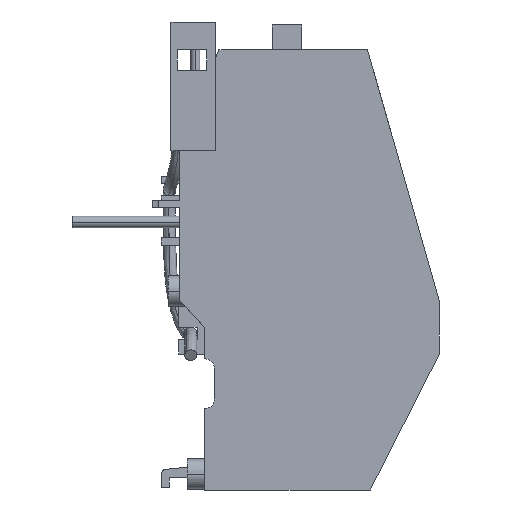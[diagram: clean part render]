
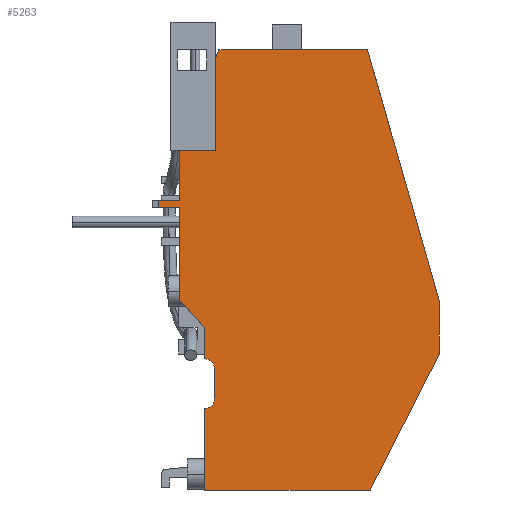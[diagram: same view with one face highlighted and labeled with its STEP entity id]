
A CAD part, left-side view. The second image highlights one B-rep face of the part: STEP entity #5263.
In plain terms, the highlighted planar face has unit normal (-1, 0, 0).
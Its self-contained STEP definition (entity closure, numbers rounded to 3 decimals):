
#1634=DIRECTION('',(0.,0.,1.));
#1635=VECTOR('',#1634,18.673);
#1636=CARTESIAN_POINT('',(-22.3,22.35,38.402));
#1637=LINE('',#1636,#1635);
#1641=DIRECTION('',(0.,0.,1.));
#1642=VECTOR('',#1641,10.025);
#1643=CARTESIAN_POINT('',(-22.3,22.35,58.575));
#1644=LINE('',#1643,#1642);
#1648=DIRECTION('',(0.,0.,1.));
#1649=VECTOR('',#1648,18.882);
#1650=CARTESIAN_POINT('',(-22.3,15.154,68.6));
#1651=LINE('',#1650,#1649);
#1655=DIRECTION('',(0.,-0.421,0.907));
#1656=VECTOR('',#1655,1.674);
#1657=CARTESIAN_POINT('',(-22.3,15.154,87.482));
#1658=LINE('',#1657,#1656);
#1662=DIRECTION('',(0.,-1.,0.));
#1663=VECTOR('',#1662,30.);
#1664=CARTESIAN_POINT('',(-22.3,14.449,89.));
#1665=LINE('',#1664,#1663);
#1669=DIRECTION('',(0.,-0.275,-0.962));
#1670=VECTOR('',#1669,52.805);
#1671=CARTESIAN_POINT('',(-22.3,-15.551,89.));
#1672=LINE('',#1671,#1670);
#1676=DIRECTION('',(0.,0.,-1.));
#1677=VECTOR('',#1676,10.747);
#1678=CARTESIAN_POINT('',(-22.3,-30.057,38.226));
#1679=LINE('',#1678,#1677);
#1683=DIRECTION('',(0.,0.452,-0.892));
#1684=VECTOR('',#1683,30.799);
#1685=CARTESIAN_POINT('',(-22.3,-30.057,27.479));
#1686=LINE('',#1685,#1684);
#1690=DIRECTION('',(0.,1.,0.));
#1691=VECTOR('',#1690,33.5);
#1692=CARTESIAN_POINT('',(-22.3,-16.147,0.));
#1693=LINE('',#1692,#1691);
#1697=DIRECTION('',(0.,0.,1.));
#1698=VECTOR('',#1697,16.5);
#1699=CARTESIAN_POINT('',(-22.3,17.353,0.));
#1700=LINE('',#1699,#1698);
#1704=CARTESIAN_POINT('',(-22.3,17.253,18.4));
#1705=DIRECTION('',(-1.,0.,0.));
#1706=DIRECTION('',(0.,0.,-1.));
#1707=AXIS2_PLACEMENT_3D('',#1704,#1705,#1706);
#1712=CARTESIAN_POINT('',(-22.3,17.253,24.6));
#1713=DIRECTION('',(-1.,0.,0.));
#1714=DIRECTION('',(0.,-1.,0.));
#1715=AXIS2_PLACEMENT_3D('',#1712,#1713,#1714);
#1720=DIRECTION('',(0.,0.,1.));
#1721=VECTOR('',#1720,6.3);
#1722=CARTESIAN_POINT('',(-22.3,17.353,26.5));
#1723=LINE('',#1722,#1721);
#1727=DIRECTION('',(0.,0.666,0.746));
#1728=VECTOR('',#1727,7.507);
#1729=CARTESIAN_POINT('',(-22.3,17.353,32.8));
#1730=LINE('',#1729,#1728);
#2596=DIRECTION('',(0.,1.,0.));
#2597=VECTOR('',#2596,4.259);
#2598=CARTESIAN_POINT('',(-22.3,22.35,58.575));
#2599=LINE('',#2598,#2597);
#2626=DIRECTION('',(0.,0.,-1.));
#2627=VECTOR('',#2626,1.5);
#2628=CARTESIAN_POINT('',(-22.3,26.609,58.575));
#2629=LINE('',#2628,#2627);
#2677=DIRECTION('',(0.,-1.,0.));
#2678=VECTOR('',#2677,4.259);
#2679=CARTESIAN_POINT('',(-22.3,26.609,57.075));
#2680=LINE('',#2679,#2678);
#2841=DIRECTION('',(0.,1.,0.));
#2842=VECTOR('',#2841,7.196);
#2843=CARTESIAN_POINT('',(-22.3,15.154,68.6));
#2844=LINE('',#2843,#2842);
#3366=DIRECTION('',(0.,1.,0.));
#3367=VECTOR('',#3366,0.1);
#3368=CARTESIAN_POINT('',(-22.3,17.253,16.5));
#3369=LINE('',#3368,#3367);
#3401=DIRECTION('',(0.,0.,-1.));
#3402=VECTOR('',#3401,6.2);
#3403=CARTESIAN_POINT('',(-22.3,15.353,24.6));
#3404=LINE('',#3403,#3402);
#3443=DIRECTION('',(0.,-1.,0.));
#3444=VECTOR('',#3443,0.1);
#3445=CARTESIAN_POINT('',(-22.3,17.353,26.5));
#3446=LINE('',#3445,#3444);
#4738=CARTESIAN_POINT('',(-22.3,22.35,38.402));
#4739=CARTESIAN_POINT('',(-22.3,22.35,57.075));
#4740=VERTEX_POINT('',#4738);
#4741=VERTEX_POINT('',#4739);
#4742=CARTESIAN_POINT('',(-22.3,26.609,57.075));
#4743=VERTEX_POINT('',#4742);
#4744=CARTESIAN_POINT('',(-22.3,26.609,58.575));
#4745=VERTEX_POINT('',#4744);
#4746=CARTESIAN_POINT('',(-22.3,22.35,58.575));
#4747=VERTEX_POINT('',#4746);
#4748=CARTESIAN_POINT('',(-22.3,22.35,68.6));
#4749=VERTEX_POINT('',#4748);
#4750=CARTESIAN_POINT('',(-22.3,15.154,68.6));
#4751=VERTEX_POINT('',#4750);
#4752=CARTESIAN_POINT('',(-22.3,15.154,87.482));
#4753=VERTEX_POINT('',#4752);
#4754=CARTESIAN_POINT('',(-22.3,14.449,89.));
#4755=VERTEX_POINT('',#4754);
#4756=CARTESIAN_POINT('',(-22.3,-15.551,89.));
#4757=VERTEX_POINT('',#4756);
#4758=CARTESIAN_POINT('',(-22.3,-30.057,38.226));
#4759=VERTEX_POINT('',#4758);
#4760=CARTESIAN_POINT('',(-22.3,-30.057,27.479));
#4761=VERTEX_POINT('',#4760);
#4762=CARTESIAN_POINT('',(-22.3,-16.147,0.));
#4763=VERTEX_POINT('',#4762);
#4764=CARTESIAN_POINT('',(-22.3,17.353,0.));
#4765=VERTEX_POINT('',#4764);
#4766=CARTESIAN_POINT('',(-22.3,17.353,16.5));
#4767=VERTEX_POINT('',#4766);
#4768=CARTESIAN_POINT('',(-22.3,17.253,16.5));
#4769=VERTEX_POINT('',#4768);
#4770=CARTESIAN_POINT('',(-22.3,15.353,18.4));
#4771=VERTEX_POINT('',#4770);
#4772=CARTESIAN_POINT('',(-22.3,15.353,24.6));
#4773=VERTEX_POINT('',#4772);
#4774=CARTESIAN_POINT('',(-22.3,17.253,26.5));
#4775=VERTEX_POINT('',#4774);
#4776=CARTESIAN_POINT('',(-22.3,17.353,26.5));
#4777=VERTEX_POINT('',#4776);
#4778=CARTESIAN_POINT('',(-22.3,17.353,32.8));
#4779=VERTEX_POINT('',#4778);
#5214=CARTESIAN_POINT('',(-22.3,22.35,89.));
#5215=DIRECTION('',(-1.,0.,0.));
#5216=DIRECTION('',(0.,1.,0.));
#5217=AXIS2_PLACEMENT_3D('',#5214,#5215,#5216);
#5218=PLANE('',#5217);
#5220=ORIENTED_EDGE('',*,*,#5219,.T.);
#5222=ORIENTED_EDGE('',*,*,#5221,.F.);
#5224=ORIENTED_EDGE('',*,*,#5223,.F.);
#5226=ORIENTED_EDGE('',*,*,#5225,.F.);
#5228=ORIENTED_EDGE('',*,*,#5227,.T.);
#5230=ORIENTED_EDGE('',*,*,#5229,.F.);
#5232=ORIENTED_EDGE('',*,*,#5231,.T.);
#5234=ORIENTED_EDGE('',*,*,#5233,.T.);
#5236=ORIENTED_EDGE('',*,*,#5235,.T.);
#5238=ORIENTED_EDGE('',*,*,#5237,.T.);
#5240=ORIENTED_EDGE('',*,*,#5239,.T.);
#5242=ORIENTED_EDGE('',*,*,#5241,.T.);
#5244=ORIENTED_EDGE('',*,*,#5243,.T.);
#5246=ORIENTED_EDGE('',*,*,#5245,.T.);
#5248=ORIENTED_EDGE('',*,*,#5247,.F.);
#5250=ORIENTED_EDGE('',*,*,#5249,.T.);
#5252=ORIENTED_EDGE('',*,*,#5251,.F.);
#5254=ORIENTED_EDGE('',*,*,#5253,.T.);
#5256=ORIENTED_EDGE('',*,*,#5255,.F.);
#5258=ORIENTED_EDGE('',*,*,#5257,.T.);
#5260=ORIENTED_EDGE('',*,*,#5259,.T.);
#5261=EDGE_LOOP('',(#5220,#5222,#5224,#5226,#5228,#5230,#5232,#5234,#5236,#5238,
#5240,#5242,#5244,#5246,#5248,#5250,#5252,#5254,#5256,#5258,#5260));
#5262=FACE_OUTER_BOUND('',#5261,.F.);
#1708=CIRCLE('',#1707,1.9);
#1716=CIRCLE('',#1715,1.9);
#5219=EDGE_CURVE('',#4740,#4741,#1637,.T.);
#5221=EDGE_CURVE('',#4743,#4741,#2680,.T.);
#5223=EDGE_CURVE('',#4745,#4743,#2629,.T.);
#5225=EDGE_CURVE('',#4747,#4745,#2599,.T.);
#5227=EDGE_CURVE('',#4747,#4749,#1644,.T.);
#5229=EDGE_CURVE('',#4751,#4749,#2844,.T.);
#5231=EDGE_CURVE('',#4751,#4753,#1651,.T.);
#5233=EDGE_CURVE('',#4753,#4755,#1658,.T.);
#5235=EDGE_CURVE('',#4755,#4757,#1665,.T.);
#5237=EDGE_CURVE('',#4757,#4759,#1672,.T.);
#5239=EDGE_CURVE('',#4759,#4761,#1679,.T.);
#5241=EDGE_CURVE('',#4761,#4763,#1686,.T.);
#5243=EDGE_CURVE('',#4763,#4765,#1693,.T.);
#5245=EDGE_CURVE('',#4765,#4767,#1700,.T.);
#5247=EDGE_CURVE('',#4769,#4767,#3369,.T.);
#5249=EDGE_CURVE('',#4769,#4771,#1708,.T.);
#5251=EDGE_CURVE('',#4773,#4771,#3404,.T.);
#5253=EDGE_CURVE('',#4773,#4775,#1716,.T.);
#5255=EDGE_CURVE('',#4777,#4775,#3446,.T.);
#5257=EDGE_CURVE('',#4777,#4779,#1723,.T.);
#5259=EDGE_CURVE('',#4779,#4740,#1730,.T.);
#5263=ADVANCED_FACE('',(#5262),#5218,.T.);
